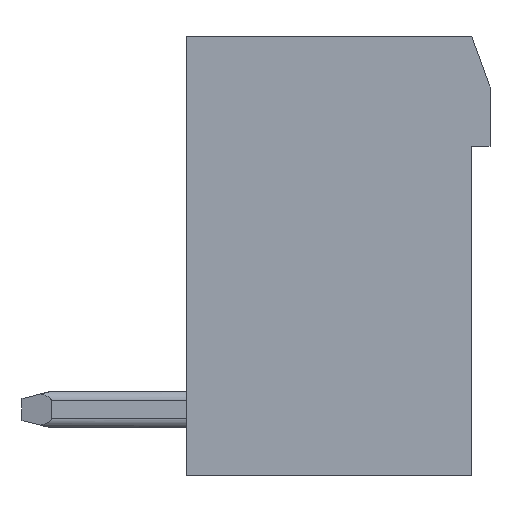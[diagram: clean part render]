
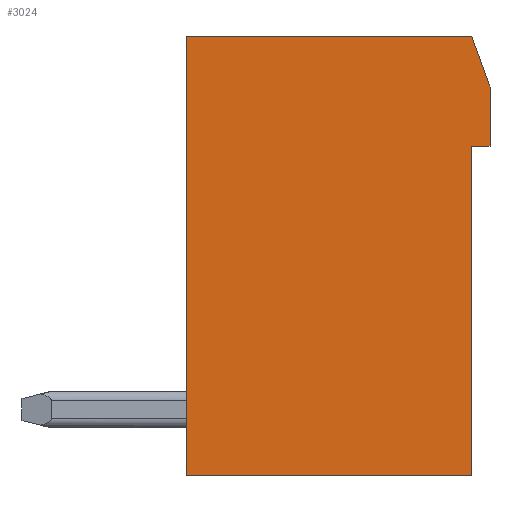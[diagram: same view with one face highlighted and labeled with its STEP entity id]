
A CAD part, front view. The second image highlights one B-rep face of the part: STEP entity #3024.
In plain terms, the highlighted planar face has unit normal (0, -1, 0).
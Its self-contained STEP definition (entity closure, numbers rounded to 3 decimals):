
#276=LINE('',#4776,#579);
#280=LINE('',#4784,#583);
#281=LINE('',#4787,#584);
#282=LINE('',#4789,#585);
#283=LINE('',#4790,#586);
#284=LINE('',#4792,#587);
#285=LINE('',#4794,#588);
#579=VECTOR('',#3811,1000.);
#583=VECTOR('',#3819,1000.);
#584=VECTOR('',#3820,1000.);
#585=VECTOR('',#3821,1000.);
#586=VECTOR('',#3822,1000.);
#587=VECTOR('',#3823,1000.);
#588=VECTOR('',#3824,1000.);
#987=ORIENTED_EDGE('',*,*,#1818,.T.);
#988=ORIENTED_EDGE('',*,*,#1819,.T.);
#989=ORIENTED_EDGE('',*,*,#1820,.F.);
#990=ORIENTED_EDGE('',*,*,#1814,.F.);
#991=ORIENTED_EDGE('',*,*,#1821,.T.);
#992=ORIENTED_EDGE('',*,*,#1822,.T.);
#993=ORIENTED_EDGE('',*,*,#1823,.F.);
#1814=EDGE_CURVE('',#2215,#2216,#276,.T.);
#1818=EDGE_CURVE('',#2218,#2219,#280,.T.);
#1819=EDGE_CURVE('',#2219,#2220,#281,.T.);
#1820=EDGE_CURVE('',#2216,#2220,#282,.T.);
#1821=EDGE_CURVE('',#2215,#2221,#283,.T.);
#1822=EDGE_CURVE('',#2221,#2222,#284,.T.);
#1823=EDGE_CURVE('',#2218,#2222,#285,.T.);
#2215=VERTEX_POINT('',#4775);
#2216=VERTEX_POINT('',#4777);
#2218=VERTEX_POINT('',#4785);
#2219=VERTEX_POINT('',#4786);
#2220=VERTEX_POINT('',#4788);
#2221=VERTEX_POINT('',#4791);
#2222=VERTEX_POINT('',#4793);
#2506=EDGE_LOOP('',(#987,#988,#989,#990,#991,#992,#993));
#2709=FACE_BOUND('',#2506,.T.);
#2891=PLANE('',#3258);
#3024=ADVANCED_FACE('',(#2709),#2891,.T.);
#3258=AXIS2_PLACEMENT_3D('',#4783,#3817,#3818);
#3811=DIRECTION('',(0.342,0.,-0.94));
#3817=DIRECTION('',(0.,-1.,0.));
#3818=DIRECTION('',(0.,0.,-1.));
#3819=DIRECTION('',(0.,0.,1.));
#3820=DIRECTION('',(1.,0.,0.));
#3821=DIRECTION('',(0.,0.,-1.));
#3822=DIRECTION('',(-1.,0.,0.));
#3823=DIRECTION('',(0.,0.,-1.));
#3824=DIRECTION('',(-1.,0.,0.));
#4775=CARTESIAN_POINT('',(3.999,-7.5,12.));
#4776=CARTESIAN_POINT('',(3.999,-7.5,12.));
#4777=CARTESIAN_POINT('',(4.5,-7.5,10.623));
#4783=CARTESIAN_POINT('',(4.5,-7.5,12.));
#4784=CARTESIAN_POINT('',(4.,-7.5,9.));
#4785=CARTESIAN_POINT('',(4.,-7.5,0.));
#4786=CARTESIAN_POINT('',(4.,-7.5,9.));
#4787=CARTESIAN_POINT('',(4.5,-7.5,9.));
#4788=CARTESIAN_POINT('',(4.5,-7.5,9.));
#4789=CARTESIAN_POINT('',(4.5,-7.5,12.));
#4790=CARTESIAN_POINT('',(4.5,-7.5,12.));
#4791=CARTESIAN_POINT('',(-3.8,-7.5,12.));
#4792=CARTESIAN_POINT('',(-3.8,-7.5,12.));
#4793=CARTESIAN_POINT('',(-3.8,-7.5,0.));
#4794=CARTESIAN_POINT('',(4.5,-7.5,0.));
